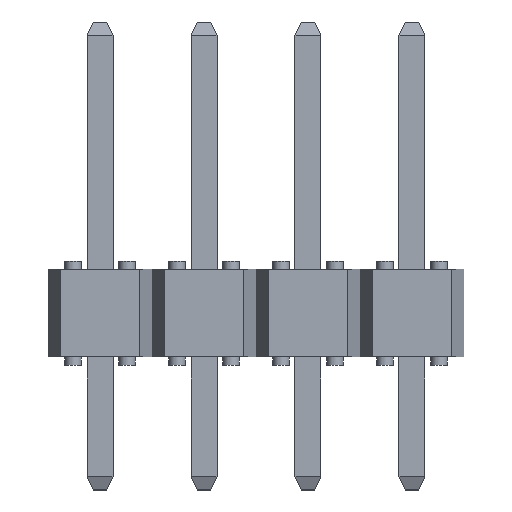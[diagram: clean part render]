
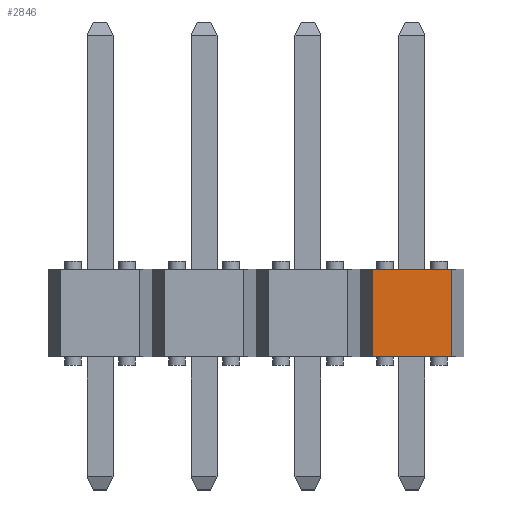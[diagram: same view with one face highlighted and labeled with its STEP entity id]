
A CAD part, top view. The second image highlights one B-rep face of the part: STEP entity #2846.
In plain terms, the highlighted planar face has unit normal (0, 0, 1).
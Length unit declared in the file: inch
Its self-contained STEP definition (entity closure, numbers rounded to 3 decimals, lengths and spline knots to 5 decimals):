
#357=DIRECTION('',(0.,-1.,0.));
#358=VECTOR('',#357,0.084);
#359=CARTESIAN_POINT('',(0.262,0.084,0.0475));
#360=LINE('1464',#359,#358);
#749=DIRECTION('',(0.,-1.,0.));
#750=VECTOR('',#749,0.084);
#751=CARTESIAN_POINT('',(0.338,0.084,0.0475));
#752=LINE('1463',#751,#750);
#753=DIRECTION('',(-1.,0.,0.));
#754=VECTOR('',#753,0.076);
#755=CARTESIAN_POINT('',(0.338,0.,0.0475));
#756=LINE('1434',#755,#754);
#757=DIRECTION('',(1.,0.,0.));
#758=VECTOR('',#757,0.076);
#759=CARTESIAN_POINT('',(0.262,0.084,0.0475));
#760=LINE('1452',#759,#758);
#1559=CARTESIAN_POINT('',(0.338,0.,0.0475));
#1560=CARTESIAN_POINT('',(0.262,0.,0.0475));
#1561=VERTEX_POINT('',#1559);
#1562=VERTEX_POINT('',#1560);
#1579=CARTESIAN_POINT('',(0.338,0.084,0.0475));
#1580=VERTEX_POINT('',#1579);
#1581=CARTESIAN_POINT('',(0.262,0.084,0.0475));
#1582=VERTEX_POINT('',#1581);
#2835=CARTESIAN_POINT('',(0.3,0.042,0.0475));
#2836=DIRECTION('',(0.,0.,1.));
#2837=DIRECTION('',(1.,0.,0.));
#2838=AXIS2_PLACEMENT_3D('',#2835,#2836,#2837);
#2839=PLANE('1684',#2838);
#2840=ORIENTED_EDGE('1463',*,*,#2828,.T.);
#2841=ORIENTED_EDGE('1434',*,*,#1834,.T.);
#2842=ORIENTED_EDGE('1464',*,*,#2300,.F.);
#2843=ORIENTED_EDGE('1452',*,*,#2323,.T.);
#2844=EDGE_LOOP('1684',(#2840,#2841,#2842,#2843));
#2845=FACE_OUTER_BOUND('1684',#2844,.F.);
#2846=ADVANCED_FACE('1684',(#2845),#2839,.T.);
#1834=EDGE_CURVE('1434',#1561,#1562,#756,.T.);
#2300=EDGE_CURVE('1464',#1582,#1562,#360,.T.);
#2323=EDGE_CURVE('1452',#1582,#1580,#760,.T.);
#2828=EDGE_CURVE('1463',#1580,#1561,#752,.T.);
